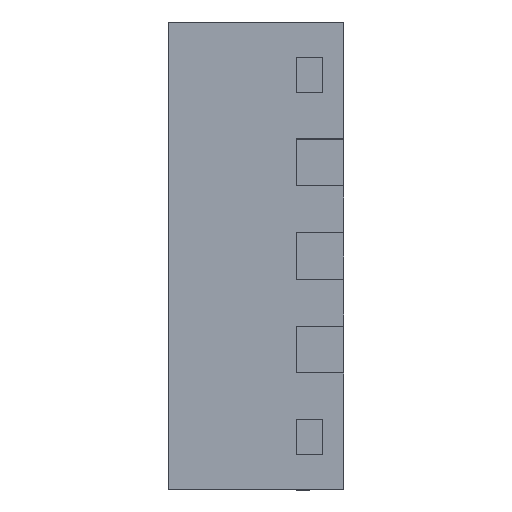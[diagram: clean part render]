
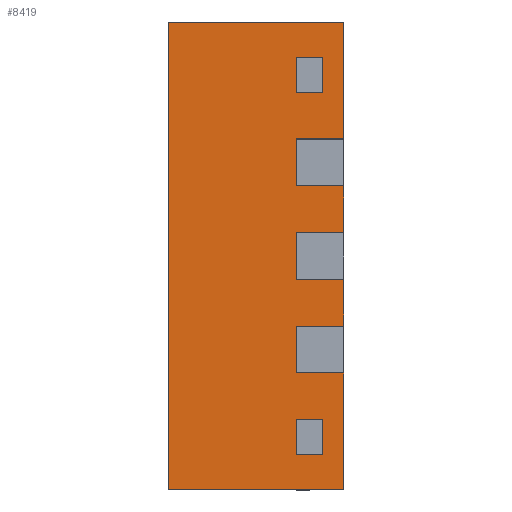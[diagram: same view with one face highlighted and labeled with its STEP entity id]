
A CAD part, left-side view. The second image highlights one B-rep face of the part: STEP entity #8419.
In plain terms, the highlighted planar face has unit normal (-1, 0, 0).
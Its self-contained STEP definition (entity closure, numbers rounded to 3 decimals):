
#223=LINE('',#13443,#1319);
#231=LINE('',#13463,#1327);
#232=LINE('',#13465,#1328);
#256=LINE('',#13520,#1352);
#262=LINE('',#13532,#1358);
#263=LINE('',#13534,#1359);
#335=LINE('',#13706,#1431);
#365=LINE('',#13767,#1461);
#376=LINE('',#13795,#1472);
#382=LINE('',#13808,#1478);
#412=LINE('',#13868,#1508);
#441=LINE('',#13919,#1537);
#442=LINE('',#13921,#1538);
#447=LINE('',#13930,#1543);
#551=LINE('',#14169,#1647);
#553=LINE('',#14173,#1649);
#558=LINE('',#14183,#1654);
#630=LINE('',#14355,#1726);
#631=LINE('',#14356,#1727);
#632=LINE('',#14357,#1728);
#633=LINE('',#14359,#1729);
#634=LINE('',#14361,#1730);
#635=LINE('',#14363,#1731);
#636=LINE('',#14365,#1732);
#1319=VECTOR('',#11162,1000.);
#1327=VECTOR('',#11182,1000.);
#1328=VECTOR('',#11185,1000.);
#1352=VECTOR('',#11231,1000.);
#1358=VECTOR('',#11241,1000.);
#1359=VECTOR('',#11244,1000.);
#1431=VECTOR('',#11402,1000.);
#1461=VECTOR('',#11432,1000.);
#1472=VECTOR('',#11451,1000.);
#1478=VECTOR('',#11457,1000.);
#1508=VECTOR('',#11489,1000.);
#1537=VECTOR('',#11562,1000.);
#1538=VECTOR('',#11565,1000.);
#1543=VECTOR('',#11578,1000.);
#1647=VECTOR('',#11794,1000.);
#1649=VECTOR('',#11798,1000.);
#1654=VECTOR('',#11805,1000.);
#1726=VECTOR('',#11965,1000.);
#1727=VECTOR('',#11966,1000.);
#1728=VECTOR('',#11967,1000.);
#1729=VECTOR('',#11968,1000.);
#1730=VECTOR('',#11969,1000.);
#1731=VECTOR('',#11970,1000.);
#1732=VECTOR('',#11971,1000.);
#3356=ORIENTED_EDGE('',*,*,#5083,.F.);
#3357=ORIENTED_EDGE('',*,*,#5119,.F.);
#3358=ORIENTED_EDGE('',*,*,#5039,.T.);
#3359=ORIENTED_EDGE('',*,*,#5154,.F.);
#3360=ORIENTED_EDGE('',*,*,#5089,.F.);
#3361=ORIENTED_EDGE('',*,*,#5149,.F.);
#3362=ORIENTED_EDGE('',*,*,#5069,.T.);
#3363=ORIENTED_EDGE('',*,*,#5148,.F.);
#3364=ORIENTED_EDGE('',*,*,#5364,.T.);
#3365=ORIENTED_EDGE('',*,*,#4920,.T.);
#3366=ORIENTED_EDGE('',*,*,#4909,.F.);
#3367=ORIENTED_EDGE('',*,*,#4919,.F.);
#3368=ORIENTED_EDGE('',*,*,#5365,.T.);
#3369=ORIENTED_EDGE('',*,*,#4954,.T.);
#3370=ORIENTED_EDGE('',*,*,#4947,.F.);
#3371=ORIENTED_EDGE('',*,*,#4953,.F.);
#3372=ORIENTED_EDGE('',*,*,#5366,.T.);
#3373=ORIENTED_EDGE('',*,*,#5367,.T.);
#3374=ORIENTED_EDGE('',*,*,#5368,.F.);
#3375=ORIENTED_EDGE('',*,*,#5369,.F.);
#3376=ORIENTED_EDGE('',*,*,#5370,.T.);
#3377=ORIENTED_EDGE('',*,*,#5274,.T.);
#3378=ORIENTED_EDGE('',*,*,#5272,.T.);
#3379=ORIENTED_EDGE('',*,*,#5279,.F.);
#4909=EDGE_CURVE('',#6100,#6101,#223,.T.);
#4919=EDGE_CURVE('',#6106,#6100,#231,.T.);
#4920=EDGE_CURVE('',#6107,#6101,#232,.T.);
#4947=EDGE_CURVE('',#6126,#6127,#256,.T.);
#4953=EDGE_CURVE('',#6130,#6126,#262,.T.);
#4954=EDGE_CURVE('',#6131,#6127,#263,.T.);
#5039=EDGE_CURVE('',#6188,#6189,#335,.T.);
#5069=EDGE_CURVE('',#6219,#6218,#365,.T.);
#5083=EDGE_CURVE('',#6232,#6233,#376,.T.);
#5089=EDGE_CURVE('',#6238,#6239,#382,.T.);
#5119=EDGE_CURVE('',#6188,#6232,#412,.T.);
#5148=EDGE_CURVE('',#6239,#6218,#441,.T.);
#5149=EDGE_CURVE('',#6219,#6238,#442,.T.);
#5154=EDGE_CURVE('',#6233,#6189,#447,.T.);
#5272=EDGE_CURVE('',#6347,#6346,#551,.T.);
#5274=EDGE_CURVE('',#6348,#6347,#553,.T.);
#5279=EDGE_CURVE('',#6351,#6346,#558,.T.);
#5364=EDGE_CURVE('',#6351,#6107,#630,.T.);
#5365=EDGE_CURVE('',#6106,#6131,#631,.T.);
#5366=EDGE_CURVE('',#6130,#6408,#632,.T.);
#5367=EDGE_CURVE('',#6408,#6409,#633,.T.);
#5368=EDGE_CURVE('',#6410,#6409,#634,.T.);
#5369=EDGE_CURVE('',#6411,#6410,#635,.T.);
#5370=EDGE_CURVE('',#6411,#6348,#636,.T.);
#6100=VERTEX_POINT('',#13442);
#6101=VERTEX_POINT('',#13444);
#6106=VERTEX_POINT('',#13462);
#6107=VERTEX_POINT('',#13466);
#6126=VERTEX_POINT('',#13519);
#6127=VERTEX_POINT('',#13521);
#6130=VERTEX_POINT('',#13531);
#6131=VERTEX_POINT('',#13535);
#6188=VERTEX_POINT('',#13707);
#6189=VERTEX_POINT('',#13708);
#6218=VERTEX_POINT('',#13766);
#6219=VERTEX_POINT('',#13768);
#6232=VERTEX_POINT('',#13796);
#6233=VERTEX_POINT('',#13797);
#6238=VERTEX_POINT('',#13807);
#6239=VERTEX_POINT('',#13809);
#6346=VERTEX_POINT('',#14168);
#6347=VERTEX_POINT('',#14170);
#6348=VERTEX_POINT('',#14174);
#6351=VERTEX_POINT('',#14182);
#6408=VERTEX_POINT('',#14358);
#6409=VERTEX_POINT('',#14360);
#6410=VERTEX_POINT('',#14362);
#6411=VERTEX_POINT('',#14364);
#7163=EDGE_LOOP('',(#3356,#3357,#3358,#3359));
#7164=EDGE_LOOP('',(#3360,#3361,#3362,#3363));
#7165=EDGE_LOOP('',(#3364,#3365,#3366,#3367,#3368,#3369,#3370,#3371,#3372,
#3373,#3374,#3375,#3376,#3377,#3378,#3379));
#7609=FACE_BOUND('',#7163,.T.);
#7610=FACE_BOUND('',#7164,.T.);
#7611=FACE_BOUND('',#7165,.T.);
#8019=PLANE('',#10586);
#8419=ADVANCED_FACE('',(#7609,#7610,#7611),#8019,.T.);
#10586=AXIS2_PLACEMENT_3D('',#14354,#11963,#11964);
#11162=DIRECTION('',(0.,0.,-1.));
#11182=DIRECTION('',(0.,1.,0.));
#11185=DIRECTION('',(0.,1.,0.));
#11231=DIRECTION('',(0.,0.,-1.));
#11241=DIRECTION('',(0.,1.,0.));
#11244=DIRECTION('',(0.,1.,0.));
#11402=DIRECTION('',(0.,0.,1.));
#11432=DIRECTION('',(0.,0.,1.));
#11451=DIRECTION('',(0.,0.,1.));
#11457=DIRECTION('',(0.,0.,1.));
#11489=DIRECTION('',(0.,-1.,0.));
#11562=DIRECTION('',(0.,1.,0.));
#11565=DIRECTION('',(0.,-1.,0.));
#11578=DIRECTION('',(0.,1.,0.));
#11794=DIRECTION('',(0.,0.,1.));
#11798=DIRECTION('',(0.,1.,0.));
#11805=DIRECTION('',(0.,1.,0.));
#11963=DIRECTION('',(-1.,0.,0.));
#11964=DIRECTION('',(0.,0.,1.));
#11965=DIRECTION('',(0.,0.,1.));
#11966=DIRECTION('',(0.,0.,1.));
#11967=DIRECTION('',(0.,0.,1.));
#11968=DIRECTION('',(0.,1.,0.));
#11969=DIRECTION('',(0.,0.,1.));
#11970=DIRECTION('',(0.,1.,0.));
#11971=DIRECTION('',(0.,0.,1.));
#13442=CARTESIAN_POINT('',(-1.,-0.547,0.1));
#13443=CARTESIAN_POINT('',(-1.,-0.547,-1.));
#13444=CARTESIAN_POINT('',(-1.,-0.547,-0.1));
#13462=CARTESIAN_POINT('',(-1.,-0.75,0.1));
#13463=CARTESIAN_POINT('',(-1.,-0.75,0.1));
#13465=CARTESIAN_POINT('',(-1.,-0.75,-0.1));
#13466=CARTESIAN_POINT('',(-1.,-0.75,-0.1));
#13519=CARTESIAN_POINT('',(-1.,-0.547,0.5));
#13520=CARTESIAN_POINT('',(-1.,-0.547,-1.));
#13521=CARTESIAN_POINT('',(-1.,-0.547,0.3));
#13531=CARTESIAN_POINT('',(-1.,-0.75,0.5));
#13532=CARTESIAN_POINT('',(-1.,-0.75,0.5));
#13534=CARTESIAN_POINT('',(-1.,-0.75,0.3));
#13535=CARTESIAN_POINT('',(-1.,-0.75,0.3));
#13706=CARTESIAN_POINT('',(-1.,-0.547,-1.));
#13707=CARTESIAN_POINT('',(-1.,-0.547,-0.85));
#13708=CARTESIAN_POINT('',(-1.,-0.547,-0.7));
#13766=CARTESIAN_POINT('',(-1.,-0.547,0.85));
#13767=CARTESIAN_POINT('',(-1.,-0.547,-1.));
#13768=CARTESIAN_POINT('',(-1.,-0.547,0.7));
#13795=CARTESIAN_POINT('',(-1.,-0.659,-0.85));
#13796=CARTESIAN_POINT('',(-1.,-0.659,-0.85));
#13797=CARTESIAN_POINT('',(-1.,-0.659,-0.7));
#13807=CARTESIAN_POINT('',(-1.,-0.659,0.7));
#13808=CARTESIAN_POINT('',(-1.,-0.659,0.7));
#13809=CARTESIAN_POINT('',(-1.,-0.659,0.85));
#13868=CARTESIAN_POINT('',(-1.,-0.75,-0.85));
#13919=CARTESIAN_POINT('',(-1.,-0.75,0.85));
#13921=CARTESIAN_POINT('',(-1.,-0.75,0.7));
#13930=CARTESIAN_POINT('',(-1.,-0.75,-0.7));
#14168=CARTESIAN_POINT('',(-1.,-0.547,-0.3));
#14169=CARTESIAN_POINT('',(-1.,-0.547,-1.));
#14170=CARTESIAN_POINT('',(-1.,-0.547,-0.5));
#14173=CARTESIAN_POINT('',(-1.,-0.75,-0.5));
#14174=CARTESIAN_POINT('',(-1.,-0.75,-0.5));
#14182=CARTESIAN_POINT('',(-1.,-0.75,-0.3));
#14183=CARTESIAN_POINT('',(-1.,-0.75,-0.3));
#14354=CARTESIAN_POINT('',(-1.,-0.75,-1.));
#14355=CARTESIAN_POINT('',(-1.,-0.75,-1.));
#14356=CARTESIAN_POINT('',(-1.,-0.75,-1.));
#14357=CARTESIAN_POINT('',(-1.,-0.75,-1.));
#14358=CARTESIAN_POINT('',(-1.,-0.75,1.));
#14359=CARTESIAN_POINT('',(-1.,-0.75,1.));
#14360=CARTESIAN_POINT('',(-1.,0.,1.));
#14361=CARTESIAN_POINT('',(-1.,0.,-1.));
#14362=CARTESIAN_POINT('',(-1.,0.,-1.));
#14363=CARTESIAN_POINT('',(-1.,-0.75,-1.));
#14364=CARTESIAN_POINT('',(-1.,-0.75,-1.));
#14365=CARTESIAN_POINT('',(-1.,-0.75,-1.));
